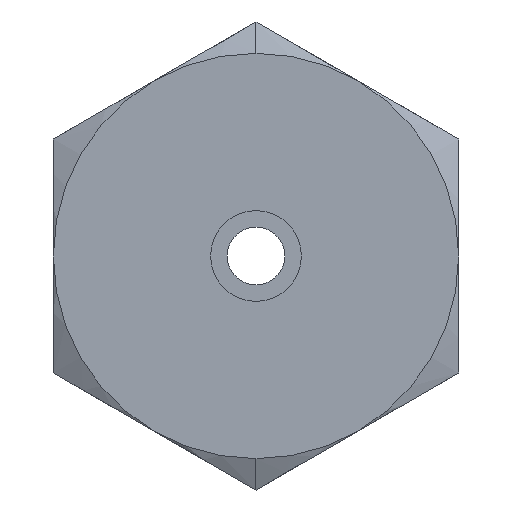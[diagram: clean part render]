
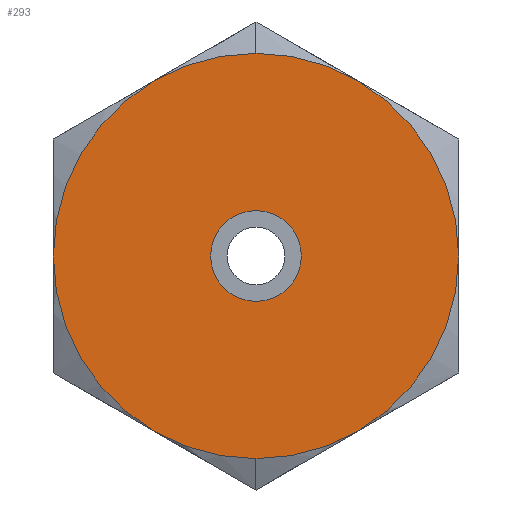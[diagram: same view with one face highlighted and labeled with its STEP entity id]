
A CAD part, left-side view. The second image highlights one B-rep face of the part: STEP entity #293.
In plain terms, the highlighted planar face has unit normal (-1, 0, 0).
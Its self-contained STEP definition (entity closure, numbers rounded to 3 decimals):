
#157=CARTESIAN_POINT('POINT11',(13.716,0.,1.6));
#158=VERTEX_POINT('VERTEX11',#157);
#165=CARTESIAN_POINT('POINT12',(13.716,0.,
   -1.6));
#166=VERTEX_POINT('VERTEX12',#165);
#167=CARTESIAN_POINT('POS17',(13.716,0.,0.));
#168=DIRECTION('DIR26',(1.,0.,
   0.));
#169=DIRECTION('DIR27',(0.,0.,1.));
#170=AXIS2_PLACEMENT_3D('AXIS10',#167,#168,#169);
#171=CIRCLE('ELLIPSE6',#170,1.6);
#172=EDGE_CURVE('EDGE18',#166,#158,#171,.T.);
#192=EDGE_CURVE('EDGE20',#158,#166,#171,.T.);
#269=ORIENTED_EDGE('COEDGE47',*,*,#192,.T.);
#270=ORIENTED_EDGE('COEDGE48',*,*,#172,.T.);
#271=EDGE_LOOP('NONE',(#269,#270));
#272=FACE_BOUND('LOOP1',#271,.T.);
#273=CARTESIAN_POINT('POINT19',(13.716,0.,
   -7.144));
#274=VERTEX_POINT('VERTEX19',#273);
#275=CARTESIAN_POINT('POINT20',(13.716,0.,
   7.144));
#276=VERTEX_POINT('VERTEX20',#275);
#277=CARTESIAN_POINT('POS25',(13.716,0.,
   0.));
#278=DIRECTION('DIR40',(-1.,0.,
   0.));
#279=DIRECTION('DIR41',(0.,0.,
   -1.));
#280=AXIS2_PLACEMENT_3D('AXIS16',#277,#278,#279);
#281=CIRCLE('ELLIPSE9',#280,7.144);
#282=EDGE_CURVE('EDGE28',#274,#276,#281,.T.);
#283=ORIENTED_EDGE('COEDGE49',*,*,#282,.T.);
#284=EDGE_CURVE('EDGE29',#276,#274,#281,.T.);
#285=ORIENTED_EDGE('COEDGE50',*,*,#284,.T.);
#286=EDGE_LOOP('NONE',(#283,#285));
#287=FACE_BOUND('LOOP1',#286,.T.);
#288=CARTESIAN_POINT('POS26',(13.716,0.,
   0.));
#289=DIRECTION('DIR42',(-1.,0.,
   0.));
#290=DIRECTION('DIR43',(0.,1.,
   0.));
#291=AXIS2_PLACEMENT_3D('AXIS17',#288,#289,#290);
#292=PLANE('PLANE3',#291);
#293=ADVANCED_FACE('FACE13',(#272,#287),#292,.T.);
